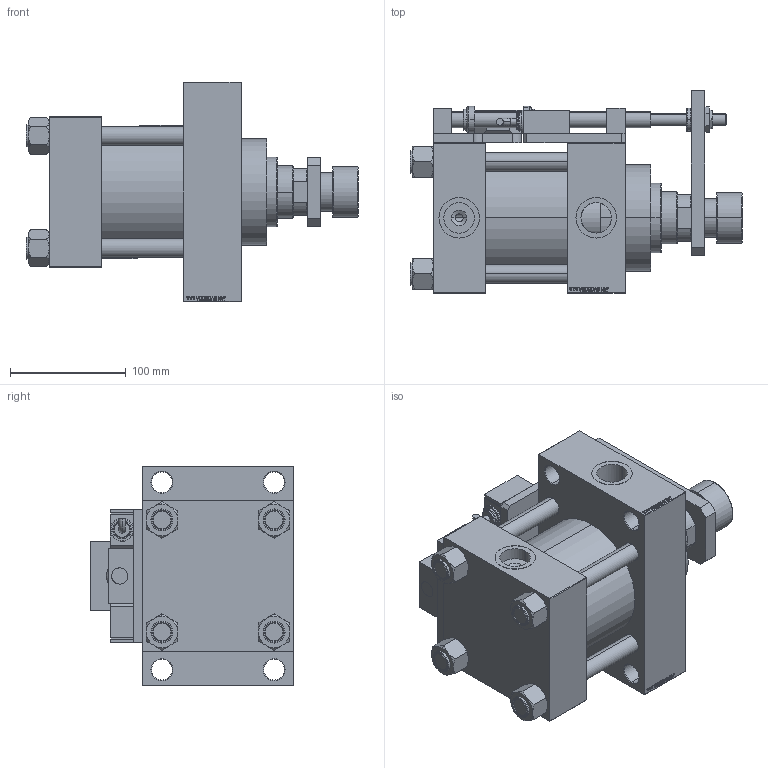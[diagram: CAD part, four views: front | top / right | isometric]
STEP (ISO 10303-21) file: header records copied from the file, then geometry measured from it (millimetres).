
FILE_DESCRIPTION (( 'STEP AP203' ), '1' );
FILE_NAME ('e858.STEP', '2022-04-16T20:17:06', ( '' ), ( '' ), 'SwSTEP 2.0', 'SolidWorks 2019', '' );
FILE_SCHEMA (( 'CONFIG_CONTROL_DESIGN' ));
Length unit declared in the file: millimetre
Products named in the file (17): V215CD_SWITCH_Q_TYC e857dfc110297d4c0c2e6a4bacc484a7; e858; V215CD_SWITCH_Q_MAGNET e857dfc110297d4c0c2e6a4bacc484a7; V215CD_SWITCH_Q_PODLOZKA_BACK e857dfc110297d4c0c2e6a4bacc484a7; V215CD_SWITCH_Q_PODLOZKA_FRONT e857dfc110297d4c0c2e6a4bacc484a7; V215CD_SWITCH_Q_DIMA e857dfc110297d4c0c2e6a4bacc484a7; V215CD_D_TYCINKA e857dfc110297d4c0c2e6a4bacc484a7; V215CD_VCP_D e857dfc110297d4c0c2e6a4bacc484a7; V215CD_SWITCH_Q_BLOK e857dfc110297d4c0c2e6a4bacc484a7; V215CR_ROD_END_F e857dfc110297d4c0c2e6a4bacc484a7; V215CD_NUT_M5_D e857dfc110297d4c0c2e6a4bacc484a7; V215CD_SWITCH_Q_NUT10 e857dfc110297d4c0c2e6a4bacc484a7; V215CD_VC_A e857dfc110297d4c0c2e6a4bacc484a7; V215CD_SWITCH_Q_NUT e857dfc110297d4c0c2e6a4bacc484a7; V215CD_D_Body e857dfc110297d4c0c2e6a4bacc484a7; V215CD_SWITCH_Q_ZARAZKA e857dfc110297d4c0c2e6a4bacc484a7; V215CD_SWITCH_Q_SWITCH e857dfc110297d4c0c2e6a4bacc484a7
Assembly tree (25 placements, depth 2):
  e858
    V215CD_D_Body e857dfc110297d4c0c2e6a4bacc484a7
    V215CD_VC_A e857dfc110297d4c0c2e6a4bacc484a7
    V215CD_VCP_D e857dfc110297d4c0c2e6a4bacc484a7
    V215CD_D_TYCINKA e857dfc110297d4c0c2e6a4bacc484a7  x4
    V215CD_NUT_M5_D e857dfc110297d4c0c2e6a4bacc484a7  x4
    V215CR_ROD_END_F e857dfc110297d4c0c2e6a4bacc484a7
    V215CD_SWITCH_Q_BLOK e857dfc110297d4c0c2e6a4bacc484a7  x2
    V215CD_SWITCH_Q_DIMA e857dfc110297d4c0c2e6a4bacc484a7
    V215CD_SWITCH_Q_MAGNET e857dfc110297d4c0c2e6a4bacc484a7  x2
    V215CD_SWITCH_Q_NUT e857dfc110297d4c0c2e6a4bacc484a7
    V215CD_SWITCH_Q_NUT10 e857dfc110297d4c0c2e6a4bacc484a7
    V215CD_SWITCH_Q_PODLOZKA_BACK e857dfc110297d4c0c2e6a4bacc484a7
    V215CD_SWITCH_Q_PODLOZKA_FRONT e857dfc110297d4c0c2e6a4bacc484a7
    V215CD_SWITCH_Q_SWITCH e857dfc110297d4c0c2e6a4bacc484a7  x2
    V215CD_SWITCH_Q_TYC e857dfc110297d4c0c2e6a4bacc484a7
    V215CD_SWITCH_Q_ZARAZKA e857dfc110297d4c0c2e6a4bacc484a7
Bounding box: 287 x 175 x 190 mm (x, y, z)
Volume: 2971356.9 mm3; surface area: 460316.5 mm2
Topology: 25 solids, 25 shells, 1400 faces, 3459 edges, 2240 vertices
Faces by surface type: plane 671, bspline 368, cylinder 164, cone 157, torus 40
Entity records: 53997 total; most frequent: CARTESIAN_POINT 26128, ORIENTED_EDGE 5858, DIRECTION 4194, EDGE_CURVE 2929, VERTEX_POINT 1914, VECTOR 1746, LINE 1746, EDGE_LOOP 1333
